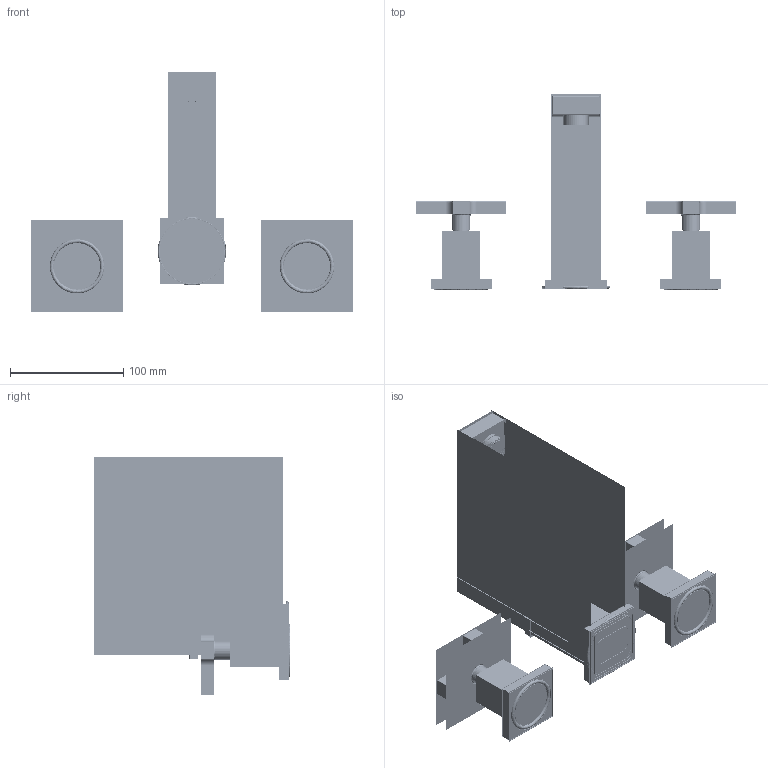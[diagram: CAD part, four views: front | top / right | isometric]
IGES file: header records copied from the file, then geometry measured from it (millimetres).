
Start section:  PTC IGES file: 2990c.igs
Global section: file name: 2990c.igs; native system: Creo Parametric by PTC Inc.; preprocessor: 2019352; author: NSantos; organization: Unknown; date: 20220505.134855; units: inch
Bounding box: 284.56 x 173.5 x 212.74 mm (x, y, z)
Surface area: 14269179.2 mm2 (no closed solid volume)
Topology: 0 solids, 0 shells, 4146 faces, 69077 edges, 91436 vertices
Faces by surface type: revolution 2542, bspline 1586, extrusion 18
